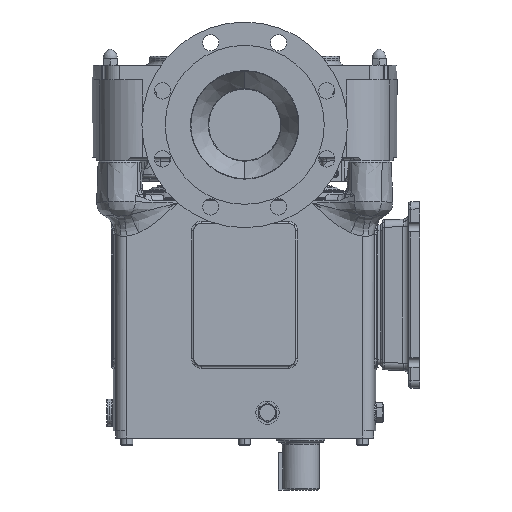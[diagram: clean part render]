
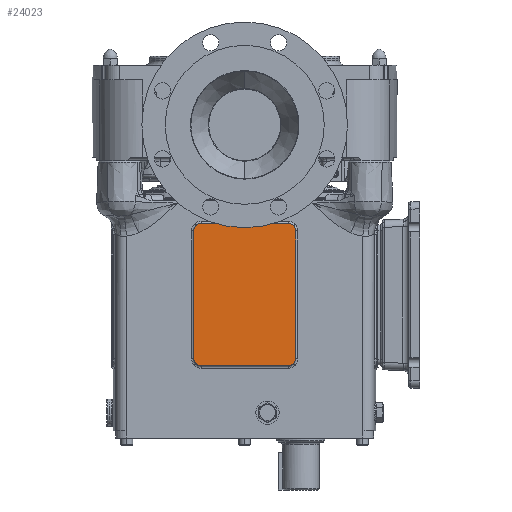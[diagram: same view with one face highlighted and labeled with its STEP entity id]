
A CAD part, left-side view. The second image highlights one B-rep face of the part: STEP entity #24023.
In plain terms, the highlighted planar face has unit normal (-1, 0, 0).
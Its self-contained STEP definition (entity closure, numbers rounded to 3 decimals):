
#1525 = CARTESIAN_POINT ( 'NONE',  ( -98., -69.175, -144.137 ) ) ;
#1530 = ORIENTED_EDGE ( 'NONE', *, *, #50796, .T. ) ;
#1868 = CARTESIAN_POINT ( 'NONE',  ( -98., 69., -327.492 ) ) ;
#3894 = CARTESIAN_POINT ( 'NONE',  ( -98., 69.175, -317.498 ) ) ;
#4613 = CARTESIAN_POINT ( 'NONE',  ( -98., 69., -134.143 ) ) ;
#4781 = CARTESIAN_POINT ( 'NONE',  ( -98., 59.181, -134.143 ) ) ;
#5938 = CARTESIAN_POINT ( 'NONE',  ( -98., 69.175, -327.317 ) ) ;
#6295 = EDGE_CURVE ( 'NONE', #40916, #23790, #47120, .T. ) ;
#8345 = DIRECTION ( 'NONE',  ( 0., 0., -1. ) ) ;
#8959 =( BOUNDED_CURVE ( )  B_SPLINE_CURVE ( 3, ( #4781, #19452, #47281, #53224 ),
 .UNSPECIFIED., .F., .F. ) 
 B_SPLINE_CURVE_WITH_KNOTS ( ( 4, 4 ),
 ( 5.498, 7.068 ),
 .UNSPECIFIED. ) 
 CURVE ( )  GEOMETRIC_REPRESENTATION_ITEM ( )  RATIONAL_B_SPLINE_CURVE ( ( 1., 0.805, 0.805, 1. ) ) 
 REPRESENTATION_ITEM ( '' )  );
#9407 = DIRECTION ( 'NONE',  ( 0., 0., 1. ) ) ;
#9636 = CARTESIAN_POINT ( 'NONE',  ( -98., -69.175, -323.354 ) ) ;
#12047 =( BOUNDED_CURVE ( )  B_SPLINE_CURVE ( 3, ( #43711, #58731, #15271, #54033 ),
 .UNSPECIFIED., .F., .T. ) 
 B_SPLINE_CURVE_WITH_KNOTS ( ( 4, 4 ),
 ( 5.498, 7.068 ),
 .UNSPECIFIED. ) 
 CURVE ( )  GEOMETRIC_REPRESENTATION_ITEM ( )  RATIONAL_B_SPLINE_CURVE ( ( 1., 0.805, 0.805, 1. ) ) 
 REPRESENTATION_ITEM ( '' )  );
#13289 = CARTESIAN_POINT ( 'NONE',  ( -98., -59.181, -134.143 ) ) ;
#13908 = CARTESIAN_POINT ( 'NONE',  ( -98., -65.036, -134.143 ) ) ;
#14140 = EDGE_CURVE ( 'NONE', #40916, #43397, #34151, .T. ) ;
#15271 = CARTESIAN_POINT ( 'NONE',  ( -98., 65.036, -327.492 ) ) ;
#15653 = ORIENTED_EDGE ( 'NONE', *, *, #40988, .T. ) ;
#16555 = DIRECTION ( 'NONE',  ( 0., 1., 0. ) ) ;
#17087 = DIRECTION ( 'NONE',  ( 1., 0., 0. ) ) ;
#18025 = FACE_OUTER_BOUND ( 'NONE', #39624, .T. ) ;
#19446 = VERTEX_POINT ( 'NONE', #23977 ) ;
#19452 = CARTESIAN_POINT ( 'NONE',  ( -98., 65.036, -134.143 ) ) ;
#20620 = VECTOR ( 'NONE', #9407, 1000. ) ;
#22395 = CARTESIAN_POINT ( 'NONE',  ( -98., 90., -415.5 ) ) ;
#22979 = CARTESIAN_POINT ( 'NONE',  ( -98., -69.175, -138.281 ) ) ;
#23653 = VERTEX_POINT ( 'NONE', #60627 ) ;
#23790 = VERTEX_POINT ( 'NONE', #48077 ) ;
#23977 = CARTESIAN_POINT ( 'NONE',  ( -98., -59.181, -327.492 ) ) ;
#24023 = ADVANCED_FACE ( 'NONE', ( #18025 ), #45827, .F. ) ;
#25270 = EDGE_CURVE ( 'NONE', #19446, #35210, #54679, .T. ) ;
#26754 = ORIENTED_EDGE ( 'NONE', *, *, #14140, .T. ) ;
#28385 = EDGE_CURVE ( 'NONE', #46979, #43397, #32749, .T. ) ;
#31620 = ORIENTED_EDGE ( 'NONE', *, *, #46954, .T. ) ;
#31720 = VECTOR ( 'NONE', #16555, 1000. ) ;
#32440 = CARTESIAN_POINT ( 'NONE',  ( -98., -69.175, -327.317 ) ) ;
#32749 = LINE ( 'NONE', #4613, #59628 ) ;
#33025 = VERTEX_POINT ( 'NONE', #3894 ) ;
#33689 = DIRECTION ( 'NONE',  ( 0., -1., 0. ) ) ;
#33692 = CARTESIAN_POINT ( 'NONE',  ( -98., -65.036, -327.492 ) ) ;
#34151 =( BOUNDED_CURVE ( )  B_SPLINE_CURVE ( 3, ( #42653, #22979, #13908, #13289 ),
 .UNSPECIFIED., .F., .T. ) 
 B_SPLINE_CURVE_WITH_KNOTS ( ( 4, 4 ),
 ( 5.498, 7.068 ),
 .UNSPECIFIED. ) 
 CURVE ( )  GEOMETRIC_REPRESENTATION_ITEM ( )  RATIONAL_B_SPLINE_CURVE ( ( 1., 0.805, 0.805, 1. ) ) 
 REPRESENTATION_ITEM ( '' )  );
#34883 =( BOUNDED_CURVE ( )  B_SPLINE_CURVE ( 3, ( #53381, #33692, #9636, #48671 ),
 .UNSPECIFIED., .F., .F. ) 
 B_SPLINE_CURVE_WITH_KNOTS ( ( 4, 4 ),
 ( 5.498, 7.068 ),
 .UNSPECIFIED. ) 
 CURVE ( )  GEOMETRIC_REPRESENTATION_ITEM ( )  RATIONAL_B_SPLINE_CURVE ( ( 1., 0.805, 0.805, 1. ) ) 
 REPRESENTATION_ITEM ( '' )  );
#35210 = VERTEX_POINT ( 'NONE', #43744 ) ;
#38326 = VECTOR ( 'NONE', #42124, 1000. ) ;
#39624 = EDGE_LOOP ( 'NONE', ( #1530, #54085, #15653, #43105, #31620, #54516, #26754, #50999 ) ) ;
#40059 = CARTESIAN_POINT ( 'NONE',  ( -98., -59.181, -134.143 ) ) ;
#40916 = VERTEX_POINT ( 'NONE', #1525 ) ;
#40988 = EDGE_CURVE ( 'NONE', #33025, #35210, #12047, .T. ) ;
#42124 = DIRECTION ( 'NONE',  ( 0., 0., -1. ) ) ;
#42653 = CARTESIAN_POINT ( 'NONE',  ( -98., -69.175, -144.137 ) ) ;
#43040 = CARTESIAN_POINT ( 'NONE',  ( -98., 59.181, -134.143 ) ) ;
#43105 = ORIENTED_EDGE ( 'NONE', *, *, #25270, .F. ) ;
#43397 = VERTEX_POINT ( 'NONE', #40059 ) ;
#43711 = CARTESIAN_POINT ( 'NONE',  ( -98., 69.175, -317.498 ) ) ;
#43744 = CARTESIAN_POINT ( 'NONE',  ( -98., 59.181, -327.492 ) ) ;
#45827 = PLANE ( 'NONE',  #60823 ) ;
#46954 = EDGE_CURVE ( 'NONE', #19446, #23790, #34883, .T. ) ;
#46979 = VERTEX_POINT ( 'NONE', #43040 ) ;
#47120 = LINE ( 'NONE', #32440, #38326 ) ;
#47281 = CARTESIAN_POINT ( 'NONE',  ( -98., 69.175, -138.281 ) ) ;
#48077 = CARTESIAN_POINT ( 'NONE',  ( -98., -69.175, -317.498 ) ) ;
#48671 = CARTESIAN_POINT ( 'NONE',  ( -98., -69.175, -317.498 ) ) ;
#49785 = EDGE_CURVE ( 'NONE', #33025, #23653, #52202, .T. ) ;
#50796 = EDGE_CURVE ( 'NONE', #46979, #23653, #8959, .T. ) ;
#50999 = ORIENTED_EDGE ( 'NONE', *, *, #28385, .F. ) ;
#52202 = LINE ( 'NONE', #5938, #20620 ) ;
#53224 = CARTESIAN_POINT ( 'NONE',  ( -98., 69.175, -144.137 ) ) ;
#53381 = CARTESIAN_POINT ( 'NONE',  ( -98., -59.181, -327.492 ) ) ;
#54033 = CARTESIAN_POINT ( 'NONE',  ( -98., 59.181, -327.492 ) ) ;
#54085 = ORIENTED_EDGE ( 'NONE', *, *, #49785, .F. ) ;
#54516 = ORIENTED_EDGE ( 'NONE', *, *, #6295, .F. ) ;
#54679 = LINE ( 'NONE', #1868, #31720 ) ;
#58731 = CARTESIAN_POINT ( 'NONE',  ( -98., 69.175, -323.354 ) ) ;
#59628 = VECTOR ( 'NONE', #33689, 1000. ) ;
#60627 = CARTESIAN_POINT ( 'NONE',  ( -98., 69.175, -144.137 ) ) ;
#60823 = AXIS2_PLACEMENT_3D ( 'NONE', #22395, #17087, #8345 ) ;
